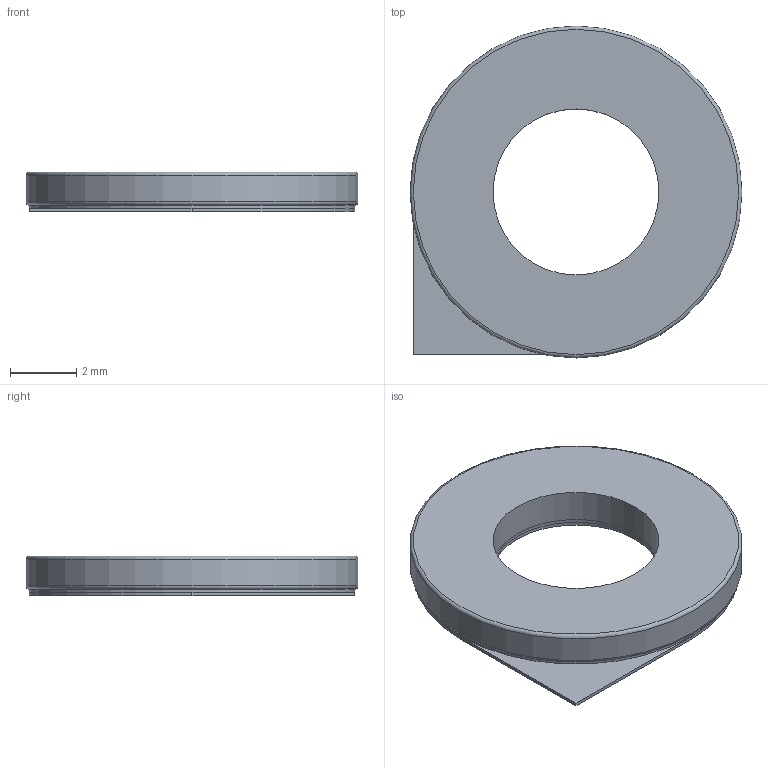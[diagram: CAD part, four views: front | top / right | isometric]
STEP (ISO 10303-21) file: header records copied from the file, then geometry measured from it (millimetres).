
FILE_DESCRIPTION(/* description */ (''),/* implementation_level */ '2;1');
FILE_NAME(/* name */ 'CounterWeight v7.step',/* time_stamp */ '2023-06-26T15:38:55-04:00',/* author */ (''),/* organization */ (''),/* preprocessor_version */ 'ST-DEVELOPER v19.2',/* originating_system */ 'Autodesk Translation Framework v12.6.0.85',/* authorisation */ '');
FILE_SCHEMA (('AUTOMOTIVE_DESIGN { 1 0 10303 214 3 1 1 }'));
Length unit declared in the file: millimetre
Products named in the file (4): CounterWeight; Counterweight_1; Sticky Tape; Backing
Assembly tree (3 placements, depth 2):
  CounterWeight
    Counterweight_1
    Sticky Tape
    Backing
Bounding box: 10 x 10 x 1.2 mm (x, y, z)
Volume: 70.4 mm3; surface area: 405.2 mm2
Topology: 3 solids, 3 shells, 16 faces, 29 edges, 19 vertices
Faces by surface type: plane 8, cylinder 6, torus 2
Full cylindrical faces by diameter (mm): 5 x3, 9.8 x1, 10 x1
Entity records: 552 total; most frequent: DIRECTION 92, CARTESIAN_POINT 71, ORIENTED_EDGE 58, AXIS2_PLACEMENT_3D 40, EDGE_CURVE 29, EDGE_LOOP 22, VERTEX_POINT 19, CIRCLE 17
